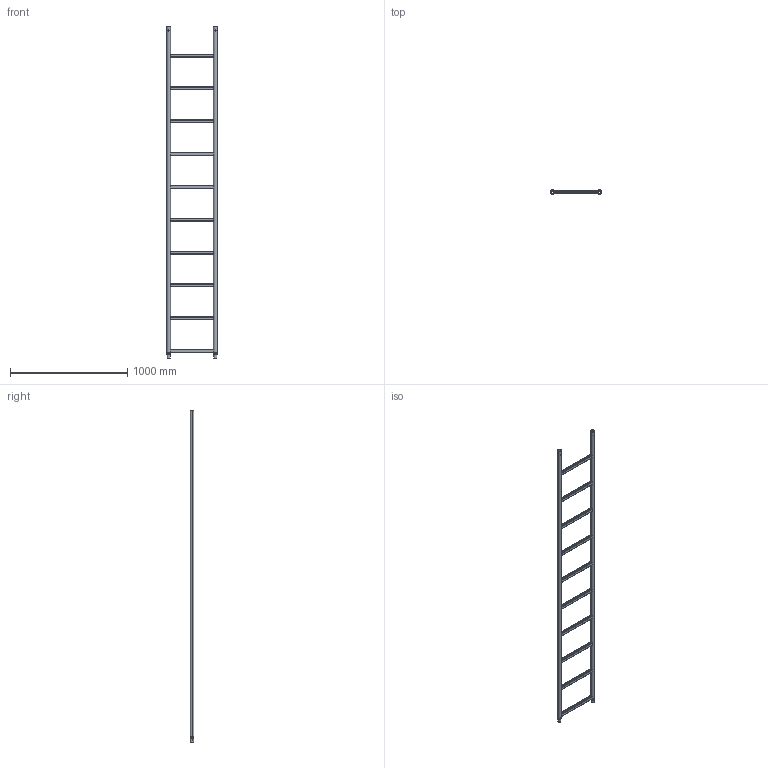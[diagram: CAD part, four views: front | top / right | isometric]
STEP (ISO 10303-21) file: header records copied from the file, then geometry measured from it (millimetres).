
FILE_DESCRIPTION (( 'STEP AP203' ), '1' );
FILE_NAME ('9289000010.STEP', '2024-04-24T12:04:01', ( '' ), ( '' ), 'SwSTEP 2.0', 'SolidWorks 2022', '' );
FILE_SCHEMA (( 'CONFIG_CONTROL_DESIGN' ));
Length unit declared in the file: metre
Products named in the file (1): 9289000010
Bounding box: 433.7 x 33.7 x 2832 mm (x, y, z)
Volume: 1945544.2 mm3; surface area: 1789732.6 mm2
Topology: 12 solids, 12 shells, 664 faces, 1836 edges, 1176 vertices
Faces by surface type: plane 484, cylinder 164, torus 8, cone 8
Entity records: 21319 total; most frequent: CARTESIAN_POINT 5693, ORIENTED_EDGE 3672, DIRECTION 2798, EDGE_CURVE 1836, LINE 1212, VECTOR 1212, VERTEX_POINT 1176, AXIS2_PLACEMENT_3D 793
